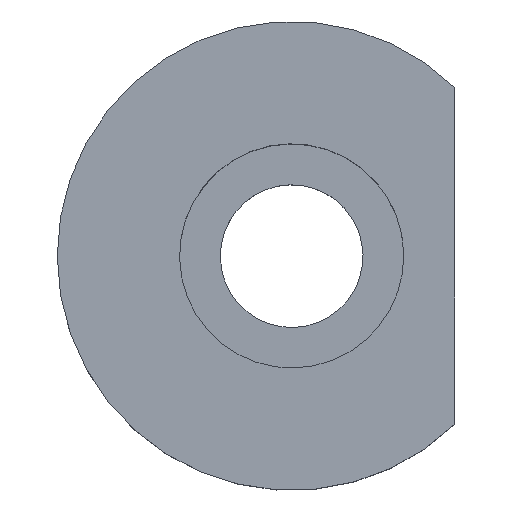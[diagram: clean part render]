
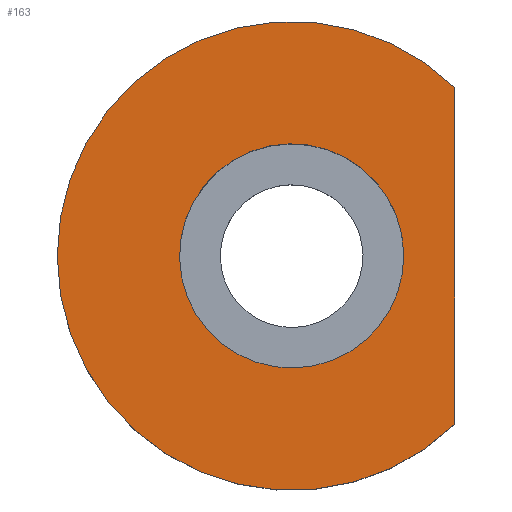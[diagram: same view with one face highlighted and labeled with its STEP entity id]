
A CAD part, top view. The second image highlights one B-rep face of the part: STEP entity #163.
In plain terms, the highlighted planar face has unit normal (0, 0, 1).
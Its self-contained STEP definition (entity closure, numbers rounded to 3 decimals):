
#88=CARTESIAN_POINT('Axis2P3D Location',(0.,0.,0.)) ;
#92=CARTESIAN_POINT('Vertex',(-4.827,2.637,0.)) ;
#94=CARTESIAN_POINT('Vertex',(4.827,-2.637,0.)) ;
#123=CARTESIAN_POINT('Axis2P3D Location',(-11.5,0.,0.)) ;
#128=CARTESIAN_POINT('Line Origine',(8.,0.,0.)) ;
#132=CARTESIAN_POINT('Vertex',(8.,-8.261,0.)) ;
#134=CARTESIAN_POINT('Vertex',(8.,8.261,0.)) ;
#137=CARTESIAN_POINT('Axis2P3D Location',(0.,0.,0.)) ;
#141=CARTESIAN_POINT('Vertex',(-10.092,5.513,0.)) ;
#144=CARTESIAN_POINT('Axis2P3D Location',(0.,0.,0.)) ;
#154=CARTESIAN_POINT('Axis2P3D Location',(0.,0.,0.)) ;
#89=DIRECTION('Axis2P3D Direction',(0.,0.,-1.)) ;
#124=DIRECTION('Axis2P3D Direction',(0.,0.,-1.)) ;
#125=DIRECTION('Axis2P3D XDirection',(1.,0.,0.)) ;
#129=DIRECTION('Vector Direction',(0.,1.,0.)) ;
#138=DIRECTION('Axis2P3D Direction',(0.,0.,-1.)) ;
#145=DIRECTION('Axis2P3D Direction',(0.,0.,-1.)) ;
#155=DIRECTION('Axis2P3D Direction',(0.,0.,-1.)) ;
#90=AXIS2_PLACEMENT_3D('Circle Axis2P3D',#88,#89,$) ;
#126=AXIS2_PLACEMENT_3D('Plane Axis2P3D',#123,#124,#125) ;
#139=AXIS2_PLACEMENT_3D('Circle Axis2P3D',#137,#138,$) ;
#146=AXIS2_PLACEMENT_3D('Circle Axis2P3D',#144,#145,$) ;
#156=AXIS2_PLACEMENT_3D('Circle Axis2P3D',#154,#155,$) ;
#150=ORIENTED_EDGE('',*,*,#136,.T.) ;
#151=ORIENTED_EDGE('',*,*,#143,.F.) ;
#152=ORIENTED_EDGE('',*,*,#148,.F.) ;
#160=ORIENTED_EDGE('',*,*,#158,.T.) ;
#161=ORIENTED_EDGE('',*,*,#96,.T.) ;
#162=FACE_BOUND('',#159,.T.) ;
#130=VECTOR('Line Direction',#129,1.) ;
#163=ADVANCED_FACE('PartBody',(#153,#162),#127,.F.) ;
#91=CIRCLE('generated circle',#90,5.5) ;
#140=CIRCLE('generated circle',#139,11.5) ;
#147=CIRCLE('generated circle',#146,11.5) ;
#157=CIRCLE('generated circle',#156,5.5) ;
#96=EDGE_CURVE('',#93,#95,#91,.T.) ;
#136=EDGE_CURVE('',#133,#135,#131,.T.) ;
#143=EDGE_CURVE('',#142,#135,#140,.T.) ;
#148=EDGE_CURVE('',#133,#142,#147,.T.) ;
#158=EDGE_CURVE('',#95,#93,#157,.T.) ;
#149=EDGE_LOOP('',(#150,#151,#152)) ;
#159=EDGE_LOOP('',(#160,#161)) ;
#153=FACE_OUTER_BOUND('',#149,.T.) ;
#131=LINE('Line',#128,#130) ;
#127=PLANE('Plane',#126) ;
#93=VERTEX_POINT('',#92) ;
#95=VERTEX_POINT('',#94) ;
#133=VERTEX_POINT('',#132) ;
#135=VERTEX_POINT('',#134) ;
#142=VERTEX_POINT('',#141) ;
